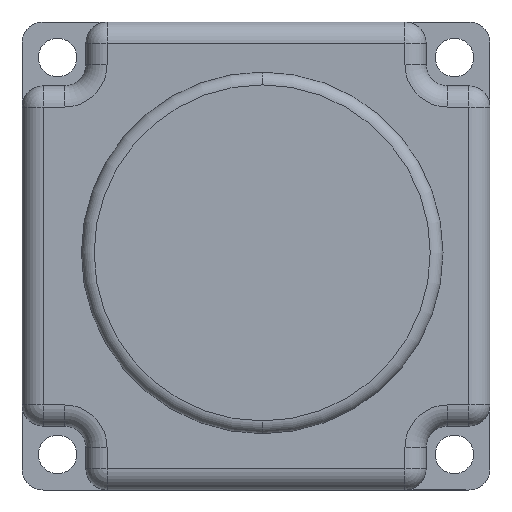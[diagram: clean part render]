
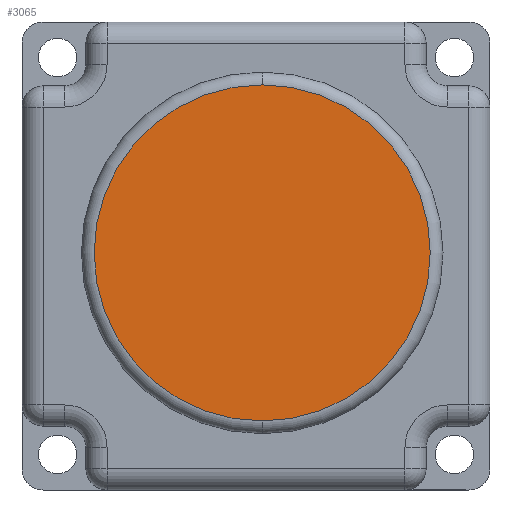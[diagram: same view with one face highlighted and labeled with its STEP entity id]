
A CAD part, front view. The second image highlights one B-rep face of the part: STEP entity #3065.
In plain terms, the highlighted planar face has unit normal (0, -1, 0).
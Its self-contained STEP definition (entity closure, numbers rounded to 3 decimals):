
#107 = AXIS2_PLACEMENT_3D ( 'NONE', #2840, #2846, #2890 ) ;
#305 = DIRECTION ( 'NONE',  ( 0., -1., 0. ) ) ;
#714 = FACE_OUTER_BOUND ( 'NONE', #1350, .T. ) ;
#786 = PLANE ( 'NONE',  #1937 ) ;
#999 = AXIS2_PLACEMENT_3D ( 'NONE', #2523, #2518, #2506 ) ;
#1132 = CARTESIAN_POINT ( 'NONE',  ( 0., -5., 0. ) ) ;
#1317 = CARTESIAN_POINT ( 'NONE',  ( 0., -5., -39.5 ) ) ;
#1350 = EDGE_LOOP ( 'NONE', ( #3821, #2037 ) ) ;
#1557 = EDGE_CURVE ( 'NONE', #3323, #3487, #2016, .T. ) ;
#1770 = DIRECTION ( 'NONE',  ( 0., 0., -1. ) ) ;
#1937 = AXIS2_PLACEMENT_3D ( 'NONE', #1132, #305, #1770 ) ;
#2016 = CIRCLE ( 'NONE', #107, 39.5 ) ;
#2037 = ORIENTED_EDGE ( 'NONE', *, *, #1557, .T. ) ;
#2046 = EDGE_CURVE ( 'NONE', #3487, #3323, #2715, .T. ) ;
#2506 = DIRECTION ( 'NONE',  ( 0., 0., -1. ) ) ;
#2518 = DIRECTION ( 'NONE',  ( 0., -1., 0. ) ) ;
#2523 = CARTESIAN_POINT ( 'NONE',  ( 0., -5., 0. ) ) ;
#2715 = CIRCLE ( 'NONE', #999, 39.5 ) ;
#2840 = CARTESIAN_POINT ( 'NONE',  ( 0., -5., 0. ) ) ;
#2846 = DIRECTION ( 'NONE',  ( 0., -1., 0. ) ) ;
#2890 = DIRECTION ( 'NONE',  ( 0., 0., -1. ) ) ;
#3065 = ADVANCED_FACE ( 'NONE', ( #714 ), #786, .T. ) ;
#3323 = VERTEX_POINT ( 'NONE', #3952 ) ;
#3487 = VERTEX_POINT ( 'NONE', #1317 ) ;
#3821 = ORIENTED_EDGE ( 'NONE', *, *, #2046, .T. ) ;
#3952 = CARTESIAN_POINT ( 'NONE',  ( 0., -5., 39.5 ) ) ;
